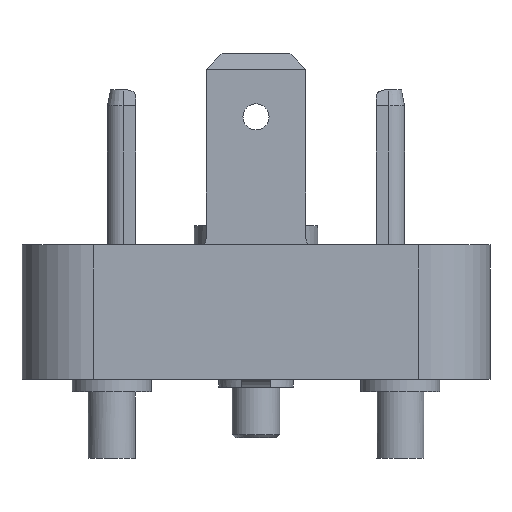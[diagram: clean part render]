
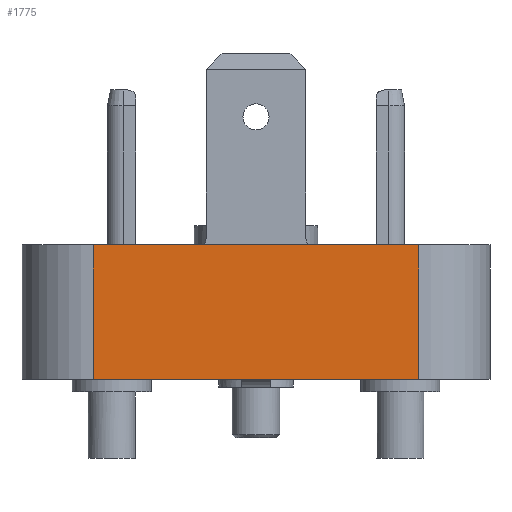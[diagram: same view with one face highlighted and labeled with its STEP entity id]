
A CAD part, front view. The second image highlights one B-rep face of the part: STEP entity #1775.
In plain terms, the highlighted planar face has unit normal (0, -1, 0).
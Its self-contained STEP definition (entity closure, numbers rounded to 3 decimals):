
#1775=ADVANCED_FACE('',(#3549),#2957,.T.);
#2957=PLANE('',#21479);
#3549=FACE_OUTER_BOUND('',#4709,.T.);
#4709=EDGE_LOOP('',(#10239,#10240,#10241,#10242));
#6231=LINE('',#30684,#7961);
#6235=LINE('',#30701,#7965);
#6236=LINE('',#30704,#7966);
#6237=LINE('',#30705,#7967);
#7961=VECTOR('',#23628,1.);
#7965=VECTOR('',#23642,1.);
#7966=VECTOR('',#23643,1.);
#7967=VECTOR('',#23644,1.);
#10239=ORIENTED_EDGE('',*,*,#18316,.T.);
#10240=ORIENTED_EDGE('',*,*,#18317,.T.);
#10241=ORIENTED_EDGE('',*,*,#18308,.T.);
#10242=ORIENTED_EDGE('',*,*,#18318,.T.);
#16311=VERTEX_POINT('',#30685);
#16312=VERTEX_POINT('',#30686);
#16319=VERTEX_POINT('',#30702);
#16320=VERTEX_POINT('',#30703);
#18308=EDGE_CURVE('',#16311,#16312,#6231,.T.);
#18316=EDGE_CURVE('',#16319,#16320,#6235,.T.);
#18317=EDGE_CURVE('',#16320,#16311,#6236,.T.);
#18318=EDGE_CURVE('',#16312,#16319,#6237,.T.);
#21479=AXIS2_PLACEMENT_3D('',#30706,#23645,#23646);
#23628=DIRECTION('',(-1.,0.,0.));
#23642=DIRECTION('',(1.,0.,0.));
#23643=DIRECTION('',(0.,0.,1.));
#23644=DIRECTION('',(0.,0.,-1.));
#23645=DIRECTION('',(0.,-1.,0.));
#23646=DIRECTION('',(0.,0.,-1.));
#30684=CARTESIAN_POINT('',(14.8,0.,8.5));
#30685=CARTESIAN_POINT('',(25.1,0.,8.5));
#30686=CARTESIAN_POINT('',(4.5,0.,8.5));
#30701=CARTESIAN_POINT('',(14.8,0.,0.));
#30702=CARTESIAN_POINT('',(4.5,0.,0.));
#30703=CARTESIAN_POINT('',(25.1,0.,0.));
#30704=CARTESIAN_POINT('',(25.1,0.,0.));
#30705=CARTESIAN_POINT('',(4.5,0.,0.));
#30706=CARTESIAN_POINT('',(14.8,0.,0.));
